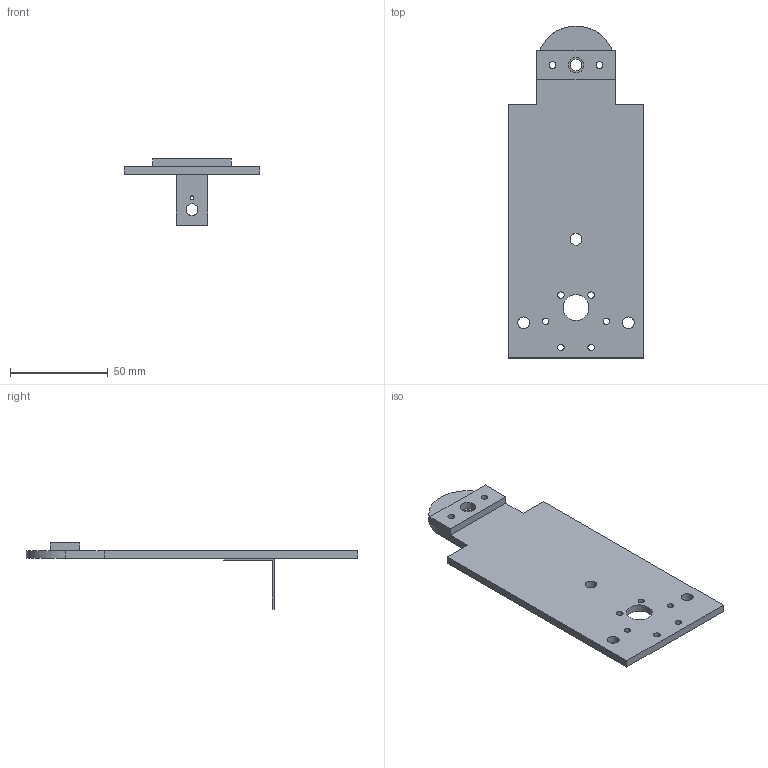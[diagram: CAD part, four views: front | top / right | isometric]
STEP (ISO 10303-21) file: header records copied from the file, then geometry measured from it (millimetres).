
FILE_DESCRIPTION(('FreeCAD Model'),'2;1');
FILE_NAME('thighFront.step','2018-08-24T06:04:09',('Author'),(''), 'Open CASCADE STEP processor 7.3','FreeCAD','Unknown');
FILE_SCHEMA(('AUTOMOTIVE_DESIGN { 1 0 10303 214 1 1 1 1 }'));
Length unit declared in the file: millimetre
Products named in the file (1): 1stLinkFrontWithLockedBearing_Fixed2
Bounding box: 69.6 x 170 x 34 mm (x, y, z)
Volume: 43491.3 mm3; surface area: 24525.2 mm2
Topology: 1 solids, 1 shells, 49 faces, 122 edges, 78 vertices
Faces by surface type: plane 28, cylinder 21
Full cylindrical faces by diameter (mm): 2 x1, 3.3 x6, 3.5 x4, 6 x6, 7 x1, 8 x1, 13.2 x1
Entity records: 3468 total; most frequent: CARTESIAN_POINT 522, DIRECTION 500, LINE 282, VECTOR 282, ORIENTED_EDGE 244, PCURVE 244, DEFINITIONAL_REPRESENTATION 244, EDGE_CURVE 122
